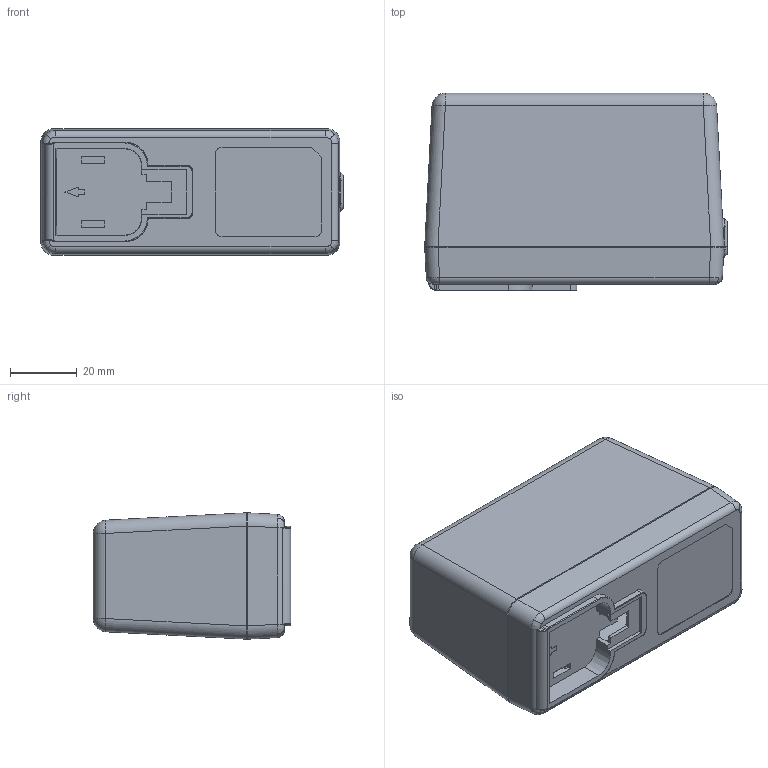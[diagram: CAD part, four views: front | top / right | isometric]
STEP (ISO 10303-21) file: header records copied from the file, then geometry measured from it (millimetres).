
FILE_DESCRIPTION((''),'2;1');
FILE_NAME('GT-46401-WWVV-X_X-Q_ASM','2022-08-24T16:12:19',('jirenqiang'),(''),'CREO PARAMETRIC BY PTC INC, 2018050','CREO PARAMETRIC BY PTC INC, 2018050','');
FILE_SCHEMA(('CONFIG_CONTROL_DESIGN'));
Length unit declared in the file: millimetre
Products named in the file (3): TOP; BOTTOM; GT-46401-WWVV-X_X-Q_ASM
Assembly tree (2 placements, depth 2):
  GT-46401-WWVV-X_X-Q_ASM
    TOP
    BOTTOM
Bounding box: 91 x 59.4 x 38 mm (x, y, z)
Volume: 44473.6 mm3; surface area: 39891 mm2
Topology: 2 solids, 2 shells, 482 faces, 1319 edges, 847 vertices
Faces by surface type: plane 321, cylinder 84, cone 39, bspline 24, sphere 8, revolution 4, extrusion 2
Entity records: 16376 total; most frequent: CARTESIAN_POINT 4421, ORIENTED_EDGE 2622, DIRECTION 2209, EDGE_CURVE 1311, VECTOR 1001, LINE 999, VERTEX_POINT 847, AXIS2_PLACEMENT_3D 602
